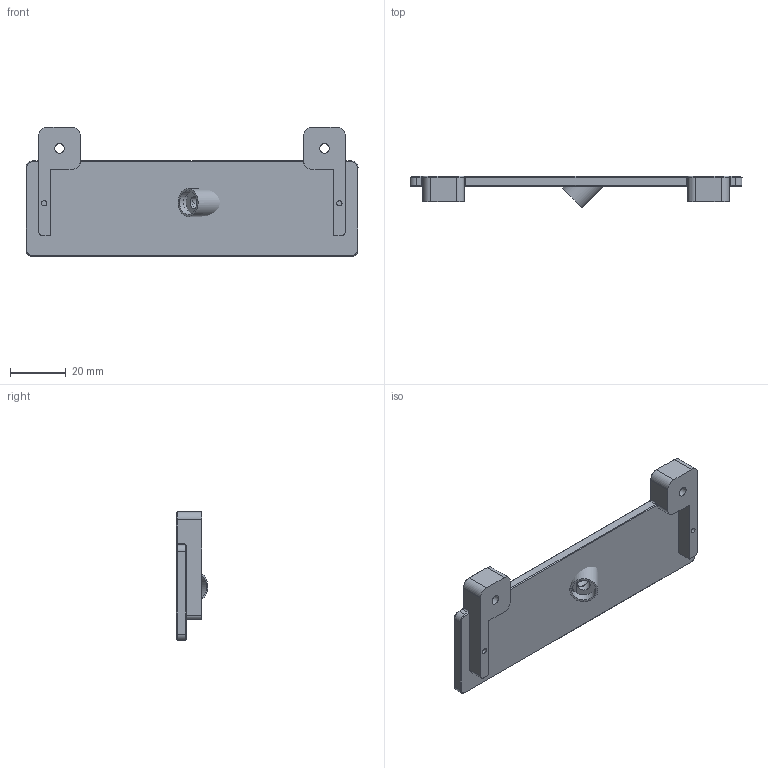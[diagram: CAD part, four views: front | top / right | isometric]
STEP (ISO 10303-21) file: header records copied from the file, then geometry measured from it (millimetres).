
FILE_DESCRIPTION(/* description */ (''),/* implementation_level */ '2;1');
FILE_NAME(/* name */ 'ECAS rear panel v7.step',/* time_stamp */ '2023-10-15T17:25:09-07:00',/* author */ (''),/* organization */ (''),/* preprocessor_version */ 'ST-DEVELOPER v20',/* originating_system */ 'Autodesk Translation Framework v12.14.0.127',/* authorisation */ '');
FILE_SCHEMA (('AUTOMOTIVE_DESIGN { 1 0 10303 214 3 1 1 }'));
Length unit declared in the file: millimetre
Products named in the file (2): ECAS rear panel; Bowden Tube Entry
Assembly tree (1 placements, depth 2):
  ECAS rear panel
    Bowden Tube Entry
Bounding box: 118.8 x 11.38 x 46.2 mm (x, y, z)
Volume: 19446.3 mm3; surface area: 12074.6 mm2
Topology: 2 solids, 2 shells, 128 faces, 326 edges, 206 vertices
Faces by surface type: plane 78, cylinder 27, cone 18, bspline 4, torus 1
Full cylindrical faces by diameter (mm): 1.9 x2, 3.4 x2, 4.5 x1, 6 x2, 8.65 x1, 10 x1
Entity records: 5020 total; most frequent: CARTESIAN_POINT 1804, DIRECTION 668, ORIENTED_EDGE 652, EDGE_CURVE 326, AXIS2_PLACEMENT_3D 227, LINE 214, VECTOR 214, VERTEX_POINT 206
